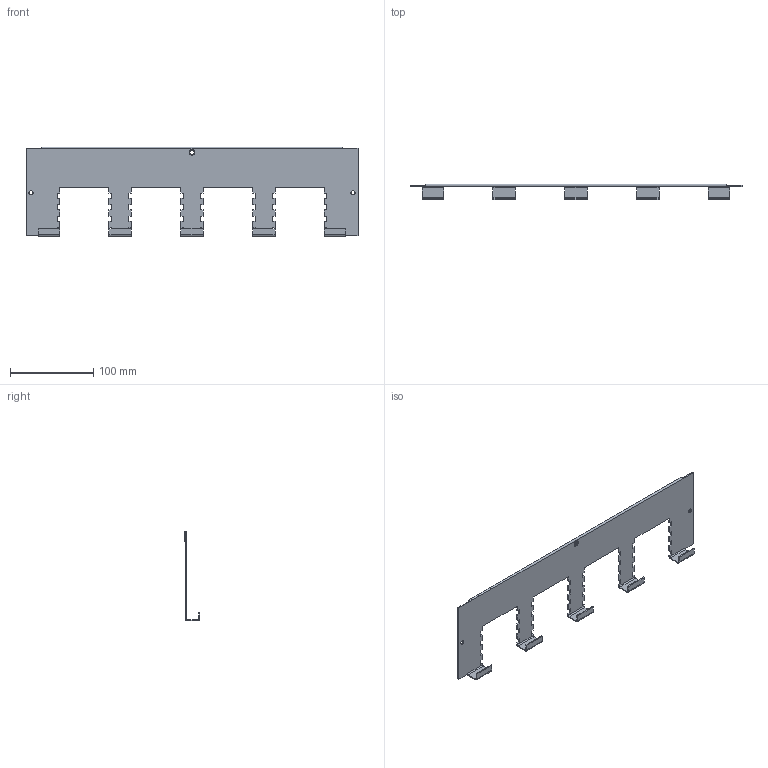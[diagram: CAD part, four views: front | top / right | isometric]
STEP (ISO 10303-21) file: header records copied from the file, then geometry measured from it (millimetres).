
FILE_DESCRIPTION (( 'STEP AP203' ), '1' );
FILE_NAME ('R5FMP600.STEP', '2020-02-03T08:42:33', ( '' ), ( '' ), 'SwSTEP 2.0', 'SolidWorks 2019', '' );
FILE_SCHEMA (( 'CONFIG_CONTROL_DESIGN' ));
Length unit declared in the file: millimetre
Products named in the file (1): R5FMP600
Bounding box: 400 x 18.75 x 108 mm (x, y, z)
Volume: 48028.2 mm3; surface area: 73870.8 mm2
Topology: 1 solids, 1 shells, 250 faces, 662 edges, 414 vertices
Faces by surface type: plane 220, cylinder 30
Entity records: 7625 total; most frequent: CARTESIAN_POINT 1327, ORIENTED_EDGE 1324, DIRECTION 1226, EDGE_CURVE 662, LINE 600, VECTOR 600, VERTEX_POINT 414, AXIS2_PLACEMENT_3D 313
